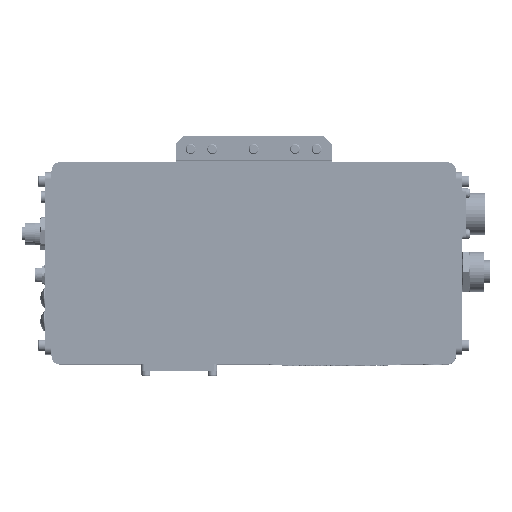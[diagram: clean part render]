
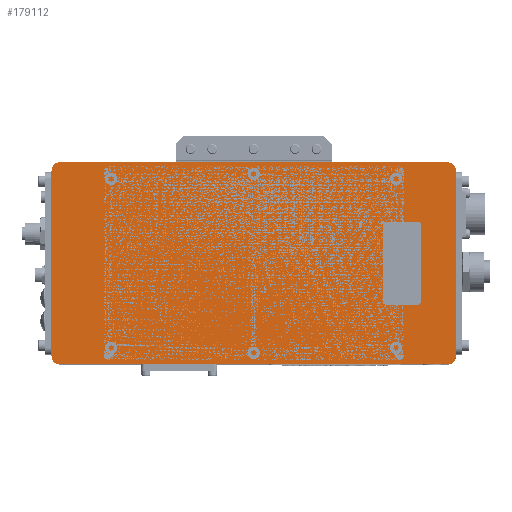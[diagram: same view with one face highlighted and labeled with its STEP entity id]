
A CAD part, top view. The second image highlights one B-rep face of the part: STEP entity #179112.
In plain terms, the highlighted planar face has unit normal (0, 0, 1).
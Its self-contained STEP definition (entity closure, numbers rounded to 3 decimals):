
#3184 = ORIENTED_EDGE ( 'NONE', *, *, #99123, .T. ) ;
#13853 = EDGE_CURVE ( 'NONE', #46871, #221990, #65857, .T. ) ;
#16218 = DIRECTION ( 'NONE',  ( -1., 0., 0. ) ) ;
#18448 = DIRECTION ( 'NONE',  ( 0., 0., -1. ) ) ;
#34545 = EDGE_CURVE ( 'NONE', #137270, #46871, #175506, .T. ) ;
#35642 = VERTEX_POINT ( 'NONE', #209010 ) ;
#37087 = EDGE_LOOP ( 'NONE', ( #90628, #109369, #87539, #3184, #85225, #122674, #62940, #60592 ) ) ;
#43498 = CARTESIAN_POINT ( 'NONE',  ( -122., -13., 50. ) ) ;
#44750 = AXIS2_PLACEMENT_3D ( 'NONE', #223663, #139111, #67254 ) ;
#46871 = VERTEX_POINT ( 'NONE', #213300 ) ;
#48327 = CIRCLE ( 'NONE', #44750, 5. ) ;
#49806 = DIRECTION ( 'NONE',  ( 0., 1., 0. ) ) ;
#60592 = ORIENTED_EDGE ( 'NONE', *, *, #34545, .T. ) ;
#61207 = EDGE_CURVE ( 'NONE', #187362, #171515, #48327, .T. ) ;
#62940 = ORIENTED_EDGE ( 'NONE', *, *, #63674, .T. ) ;
#63600 = CARTESIAN_POINT ( 'NONE',  ( -117., -13., 50. ) ) ;
#63674 = EDGE_CURVE ( 'NONE', #171515, #137270, #164350, .T. ) ;
#65857 = LINE ( 'NONE', #149243, #171564 ) ;
#67254 = DIRECTION ( 'NONE',  ( -1., 0., 0. ) ) ;
#67932 = CARTESIAN_POINT ( 'NONE',  ( -117., -125., 50. ) ) ;
#71206 = CARTESIAN_POINT ( 'NONE',  ( 122., -125., 50. ) ) ;
#72074 = CARTESIAN_POINT ( 'NONE',  ( -117., -8., 50. ) ) ;
#74375 = AXIS2_PLACEMENT_3D ( 'NONE', #101885, #18448, #16218 ) ;
#76742 = DIRECTION ( 'NONE',  ( -1., 0., 0. ) ) ;
#77072 = AXIS2_PLACEMENT_3D ( 'NONE', #95031, #113281, #76742 ) ;
#80702 = LINE ( 'NONE', #202830, #151509 ) ;
#82441 = CIRCLE ( 'NONE', #209965, 5. ) ;
#83295 = LINE ( 'NONE', #155196, #193350 ) ;
#85084 = DIRECTION ( 'NONE',  ( -1., 0., 0. ) ) ;
#85225 = ORIENTED_EDGE ( 'NONE', *, *, #202526, .T. ) ;
#87539 = ORIENTED_EDGE ( 'NONE', *, *, #112670, .T. ) ;
#90628 = ORIENTED_EDGE ( 'NONE', *, *, #13853, .T. ) ;
#92824 = VECTOR ( 'NONE', #49806, 1000. ) ;
#95031 = CARTESIAN_POINT ( 'NONE',  ( 117., -13., 50. ) ) ;
#97761 = CARTESIAN_POINT ( 'NONE',  ( 117., -130., 50. ) ) ;
#98749 = VERTEX_POINT ( 'NONE', #43498 ) ;
#99123 = EDGE_CURVE ( 'NONE', #35642, #146184, #170325, .T. ) ;
#100153 = DIRECTION ( 'NONE',  ( -1., 0., 0. ) ) ;
#101885 = CARTESIAN_POINT ( 'NONE',  ( 117., -125., 50. ) ) ;
#109369 = ORIENTED_EDGE ( 'NONE', *, *, #113389, .T. ) ;
#112670 = EDGE_CURVE ( 'NONE', #98749, #35642, #80702, .T. ) ;
#113281 = DIRECTION ( 'NONE',  ( 0., 0., 1. ) ) ;
#113389 = EDGE_CURVE ( 'NONE', #221990, #98749, #82441, .T. ) ;
#115780 = CARTESIAN_POINT ( 'NONE',  ( 122., -13., 50. ) ) ;
#117060 = DIRECTION ( 'NONE',  ( 0., 0., 1. ) ) ;
#122674 = ORIENTED_EDGE ( 'NONE', *, *, #61207, .T. ) ;
#137270 = VERTEX_POINT ( 'NONE', #115780 ) ;
#139111 = DIRECTION ( 'NONE',  ( 0., 0., 1. ) ) ;
#146184 = VERTEX_POINT ( 'NONE', #196907 ) ;
#149200 = DIRECTION ( 'NONE',  ( 0., -1., 0. ) ) ;
#149243 = CARTESIAN_POINT ( 'NONE',  ( 47., -8., 50. ) ) ;
#151509 = VECTOR ( 'NONE', #149200, 1000. ) ;
#154388 = FACE_OUTER_BOUND ( 'NONE', #37087, .T. ) ;
#155196 = CARTESIAN_POINT ( 'NONE',  ( 117., -130., 50. ) ) ;
#164350 = LINE ( 'NONE', #219074, #92824 ) ;
#167509 = DIRECTION ( 'NONE',  ( -1., 0., 0. ) ) ;
#170325 = CIRCLE ( 'NONE', #173883, 5. ) ;
#171515 = VERTEX_POINT ( 'NONE', #71206 ) ;
#171564 = VECTOR ( 'NONE', #100153, 1000. ) ;
#173883 = AXIS2_PLACEMENT_3D ( 'NONE', #67932, #117060, #85084 ) ;
#175506 = CIRCLE ( 'NONE', #77072, 5. ) ;
#179112 = ADVANCED_FACE ( 'NONE', ( #154388 ), #193120, .F. ) ;
#185766 = DIRECTION ( 'NONE',  ( 0., 0., 1. ) ) ;
#187362 = VERTEX_POINT ( 'NONE', #97761 ) ;
#193120 = PLANE ( 'NONE',  #74375 ) ;
#193350 = VECTOR ( 'NONE', #224839, 1000. ) ;
#196907 = CARTESIAN_POINT ( 'NONE',  ( -117., -130., 50. ) ) ;
#202526 = EDGE_CURVE ( 'NONE', #146184, #187362, #83295, .T. ) ;
#202830 = CARTESIAN_POINT ( 'NONE',  ( -122., -125., 50. ) ) ;
#209010 = CARTESIAN_POINT ( 'NONE',  ( -122., -125., 50. ) ) ;
#209965 = AXIS2_PLACEMENT_3D ( 'NONE', #63600, #185766, #167509 ) ;
#213300 = CARTESIAN_POINT ( 'NONE',  ( 117., -8., 50. ) ) ;
#219074 = CARTESIAN_POINT ( 'NONE',  ( 122., -13., 50. ) ) ;
#221990 = VERTEX_POINT ( 'NONE', #72074 ) ;
#223663 = CARTESIAN_POINT ( 'NONE',  ( 117., -125., 50. ) ) ;
#224839 = DIRECTION ( 'NONE',  ( 1., 0., 0. ) ) ;
